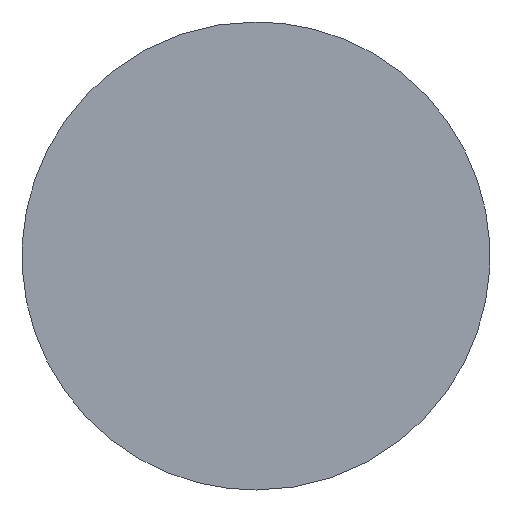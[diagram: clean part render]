
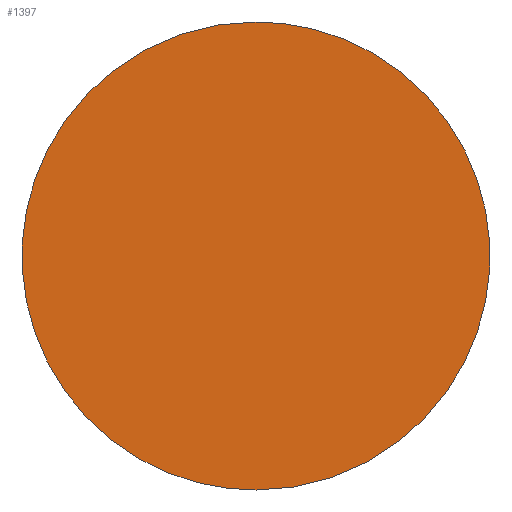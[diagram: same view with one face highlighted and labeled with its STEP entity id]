
A CAD part, left-side view. The second image highlights one B-rep face of the part: STEP entity #1397.
In plain terms, the highlighted free-form (B-spline) face has degree [1, 1] with [2, 2] control points.
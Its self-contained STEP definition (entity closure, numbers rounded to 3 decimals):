
#420 = VERTEX_POINT('',#421);
#421 = CARTESIAN_POINT('',(-122.735,0.,
    -14.319));
#426 = EDGE_CURVE('',#427,#420,#429,.T.);
#427 = VERTEX_POINT('',#428);
#428 = CARTESIAN_POINT('',(-122.735,0.,14.319));
#429 = ( BOUNDED_CURVE() B_SPLINE_CURVE(2,(#430,#431,#432,#433,#434),
.UNSPECIFIED.,.F.,.F.) B_SPLINE_CURVE_WITH_KNOTS((3,2,3),(0.,
1.571,3.142),.PIECEWISE_BEZIER_KNOTS.) CURVE() 
GEOMETRIC_REPRESENTATION_ITEM() RATIONAL_B_SPLINE_CURVE((1.,
0.707,1.,0.707,1.)) REPRESENTATION_ITEM('') );
#430 = CARTESIAN_POINT('',(-122.735,0.,14.319));
#431 = CARTESIAN_POINT('',(-122.735,14.319,
    14.319));
#432 = CARTESIAN_POINT('',(-122.735,14.319,
    0.));
#433 = CARTESIAN_POINT('',(-122.735,14.319,
    -14.319));
#434 = CARTESIAN_POINT('',(-122.735,0.,
    -14.319));
#1397 = ADVANCED_FACE('',(#1398),#1409,.F.);
#1398 = FACE_BOUND('',#1399,.T.);
#1399 = EDGE_LOOP('',(#1400,#1401));
#1400 = ORIENTED_EDGE('',*,*,#426,.T.);
#1401 = ORIENTED_EDGE('',*,*,#1402,.T.);
#1402 = EDGE_CURVE('',#420,#427,#1403,.T.);
#1403 = ( BOUNDED_CURVE() B_SPLINE_CURVE(2,(#1404,#1405,#1406,#1407,
#1408),.UNSPECIFIED.,.F.,.F.) B_SPLINE_CURVE_WITH_KNOTS((3,2,3),(
    3.142,4.712,6.283),
.PIECEWISE_BEZIER_KNOTS.) CURVE() GEOMETRIC_REPRESENTATION_ITEM() 
RATIONAL_B_SPLINE_CURVE((1.,0.707,1.,0.707,1.)) 
REPRESENTATION_ITEM('') );
#1404 = CARTESIAN_POINT('',(-122.735,0.,
    -14.319));
#1405 = CARTESIAN_POINT('',(-122.735,-14.319,
    -14.319));
#1406 = CARTESIAN_POINT('',(-122.735,-14.319,
    0.));
#1407 = CARTESIAN_POINT('',(-122.735,-14.319,
    14.319));
#1408 = CARTESIAN_POINT('',(-122.735,0.,
    14.319));
#1409 = B_SPLINE_SURFACE_WITH_KNOTS('',1,1,(
    (#1410,#1411)
    ,(#1412,#1413
    )),.UNSPECIFIED.,.F.,.F.,.F.,(2,2),(2,2),(-17.5,17.5),(-17.5,17.5),
  .PIECEWISE_BEZIER_KNOTS.);
#1410 = CARTESIAN_POINT('',(-122.735,-14.319,
    14.319));
#1411 = CARTESIAN_POINT('',(-122.735,14.319,
    14.319));
#1412 = CARTESIAN_POINT('',(-122.735,-14.319,
    -14.319));
#1413 = CARTESIAN_POINT('',(-122.735,14.319,
    -14.319));
